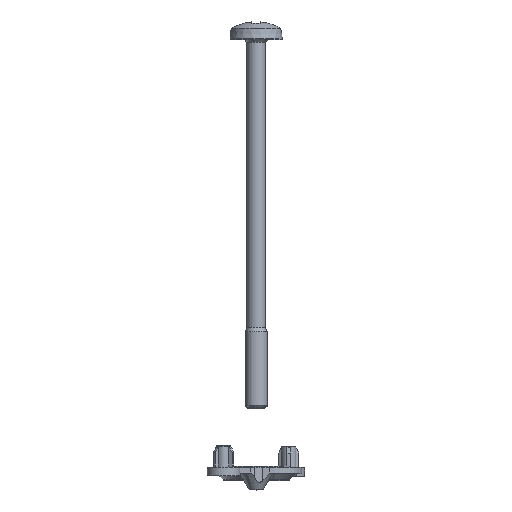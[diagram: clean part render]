
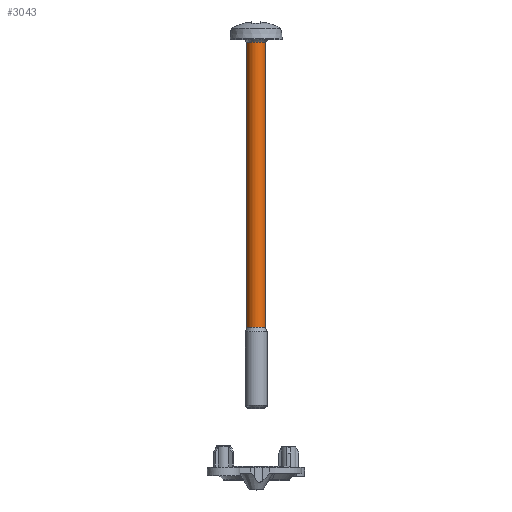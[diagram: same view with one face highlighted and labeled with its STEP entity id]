
A CAD part, top view. The second image highlights one B-rep face of the part: STEP entity #3043.
In plain terms, the highlighted cylindrical face has radius 0.845 mm (diameter 1.69 mm), a full revolution.
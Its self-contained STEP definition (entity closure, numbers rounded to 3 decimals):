
#171=CYLINDRICAL_SURFACE('',#3455,0.845);
#1392=ORIENTED_EDGE('',*,*,#1858,.F.);
#1393=ORIENTED_EDGE('',*,*,#1857,.T.);
#1857=EDGE_CURVE('',#2148,#2148,#2354,.T.);
#1858=EDGE_CURVE('',#2149,#2149,#2355,.T.);
#2148=VERTEX_POINT('',#5425);
#2149=VERTEX_POINT('',#5428);
#2354=CIRCLE('',#3454,0.845);
#2355=CIRCLE('',#3456,0.845);
#2560=EDGE_LOOP('',(#1392));
#2561=EDGE_LOOP('',(#1393));
#2779=FACE_BOUND('',#2560,.T.);
#2780=FACE_BOUND('',#2561,.T.);
#3043=ADVANCED_FACE('',(#2779,#2780),#171,.T.);
#3454=AXIS2_PLACEMENT_3D('',#5424,#4408,#4409);
#3455=AXIS2_PLACEMENT_3D('',#5426,#4410,#4411);
#3456=AXIS2_PLACEMENT_3D('',#5427,#4412,#4413);
#4408=DIRECTION('',(0.,0.,-1.));
#4409=DIRECTION('',(-1.,0.,0.));
#4410=DIRECTION('',(0.,0.,-1.));
#4411=DIRECTION('',(-1.,0.,0.));
#4412=DIRECTION('',(0.,0.,-1.));
#4413=DIRECTION('',(-1.,0.,0.));
#5424=CARTESIAN_POINT('',(0.,0.,-0.283));
#5425=CARTESIAN_POINT('',(-0.845,0.,-0.283));
#5426=CARTESIAN_POINT('',(0.,0.,-34.));
#5427=CARTESIAN_POINT('',(0.,0.,-26.574));
#5428=CARTESIAN_POINT('',(-0.845,0.,-26.574));
